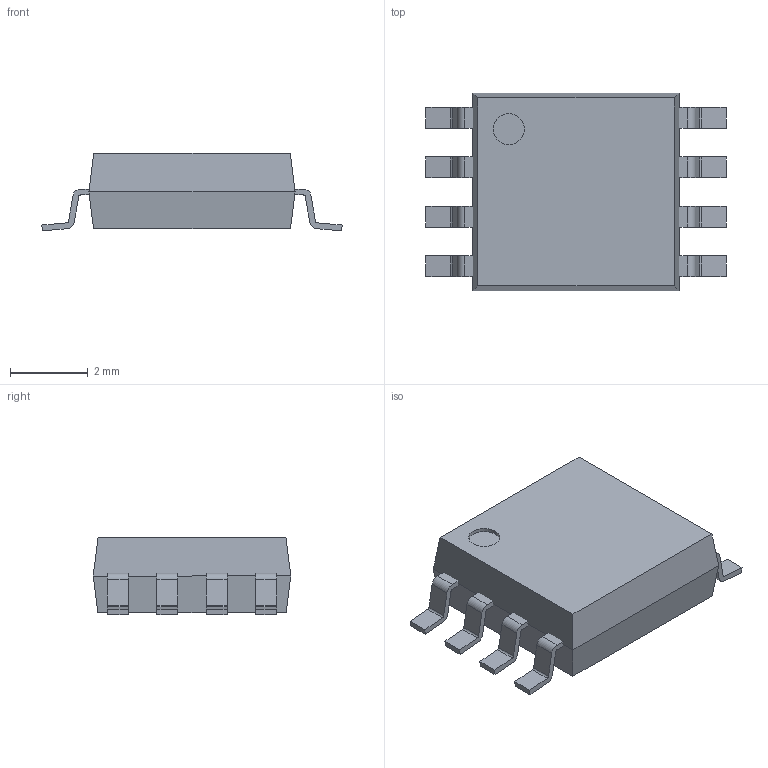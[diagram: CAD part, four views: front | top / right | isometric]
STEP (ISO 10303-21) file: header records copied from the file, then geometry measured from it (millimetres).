
FILE_DESCRIPTION((''),'2;1');
FILE_NAME('SOIC127P790X216-8N.stp','2011-11-28T17:11:16',(''),(''),'Mechanical Desktop 2011','Mechanical Desktop 2011',', , ');
FILE_SCHEMA(('AUTOMOTIVE_DESIGN { 1 2 10303 214 1 1 1 1 }'));
Length unit declared in the file: millimetre
Products named in the file (1): Product
Bounding box: 7.73 x 5.08 x 2 mm (x, y, z)
Volume: 51.3 mm3; surface area: 111.4 mm2
Topology: 9 solids, 9 shells, 125 faces, 314 edges, 208 vertices
Faces by surface type: bspline 56, plane 51, cylinder 18
Entity records: 3976 total; most frequent: CARTESIAN_POINT 1040, ORIENTED_EDGE 628, DIRECTION 522, EDGE_CURVE 314, VECTOR 246, LINE 246, VERTEX_POINT 208, AXIS2_PLACEMENT_3D 138
